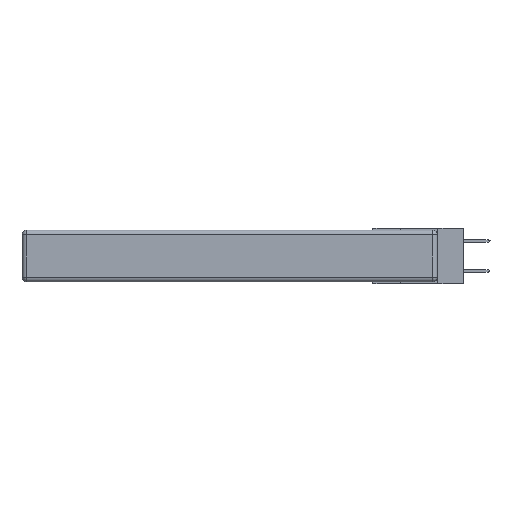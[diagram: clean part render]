
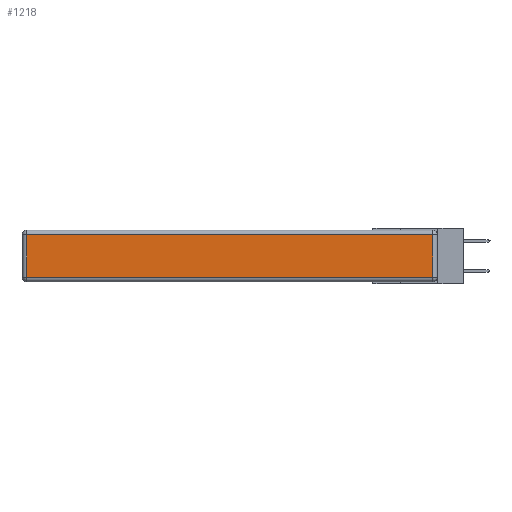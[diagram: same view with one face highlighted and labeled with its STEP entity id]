
A CAD part, left-side view. The second image highlights one B-rep face of the part: STEP entity #1218.
In plain terms, the highlighted planar face has unit normal (-1, 0, 0).
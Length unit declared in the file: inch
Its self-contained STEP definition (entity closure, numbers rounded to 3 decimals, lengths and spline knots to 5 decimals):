
#131 = EDGE_CURVE ( 'NONE', #9734, #8155, #627, .T. ) ;
#386 = CARTESIAN_POINT ( 'NONE',  ( 0., 0.03, -0.03 ) ) ;
#606 = EDGE_CURVE ( 'NONE', #11190, #9734, #7121, .T. ) ;
#627 = LINE ( 'NONE', #5670, #5508 ) ;
#924 = CARTESIAN_POINT ( 'NONE',  ( 0., 0.03, -0.343 ) ) ;
#1218 = ADVANCED_FACE ( 'NONE', ( #6672 ), #2578, .T. ) ;
#1959 = VECTOR ( 'NONE', #5977, 39.37008 ) ;
#2243 = EDGE_CURVE ( 'NONE', #8155, #3502, #4104, .T. ) ;
#2578 = PLANE ( 'NONE',  #3098 ) ;
#3021 = ORIENTED_EDGE ( 'NONE', *, *, #131, .T. ) ;
#3098 = AXIS2_PLACEMENT_3D ( 'NONE', #11201, #6375, #10214 ) ;
#3502 = VERTEX_POINT ( 'NONE', #386 ) ;
#3685 = ORIENTED_EDGE ( 'NONE', *, *, #606, .T. ) ;
#3944 = DIRECTION ( 'NONE',  ( 0., 1., 0. ) ) ;
#4104 = LINE ( 'NONE', #924, #7087 ) ;
#5209 = ORIENTED_EDGE ( 'NONE', *, *, #2243, .T. ) ;
#5508 = VECTOR ( 'NONE', #11302, 39.37008 ) ;
#5670 = CARTESIAN_POINT ( 'NONE',  ( 0., 0., -0.313 ) ) ;
#5935 = CARTESIAN_POINT ( 'NONE',  ( 0., 2.75, -0.03 ) ) ;
#5977 = DIRECTION ( 'NONE',  ( 0., 0., -1. ) ) ;
#6361 = CARTESIAN_POINT ( 'NONE',  ( 0., 2.72, -0.03 ) ) ;
#6375 = DIRECTION ( 'NONE',  ( -1., 0., 0. ) ) ;
#6672 = FACE_OUTER_BOUND ( 'NONE', #12201, .T. ) ;
#7064 = ORIENTED_EDGE ( 'NONE', *, *, #9411, .T. ) ;
#7087 = VECTOR ( 'NONE', #7559, 39.37008 ) ;
#7121 = LINE ( 'NONE', #9737, #1959 ) ;
#7559 = DIRECTION ( 'NONE',  ( 0., 0., 1. ) ) ;
#8155 = VERTEX_POINT ( 'NONE', #9402 ) ;
#8849 = VECTOR ( 'NONE', #3944, 39.37008 ) ;
#9402 = CARTESIAN_POINT ( 'NONE',  ( 0., 0.03, -0.313 ) ) ;
#9411 = EDGE_CURVE ( 'NONE', #3502, #11190, #11081, .T. ) ;
#9734 = VERTEX_POINT ( 'NONE', #12064 ) ;
#9737 = CARTESIAN_POINT ( 'NONE',  ( 0., 2.72, -0.343 ) ) ;
#10214 = DIRECTION ( 'NONE',  ( 0., 0., 1. ) ) ;
#11081 = LINE ( 'NONE', #5935, #8849 ) ;
#11190 = VERTEX_POINT ( 'NONE', #6361 ) ;
#11201 = CARTESIAN_POINT ( 'NONE',  ( 0., 0., -0.343 ) ) ;
#11302 = DIRECTION ( 'NONE',  ( 0., -1., 0. ) ) ;
#12064 = CARTESIAN_POINT ( 'NONE',  ( 0., 2.72, -0.313 ) ) ;
#12201 = EDGE_LOOP ( 'NONE', ( #3021, #5209, #7064, #3685 ) ) ;
